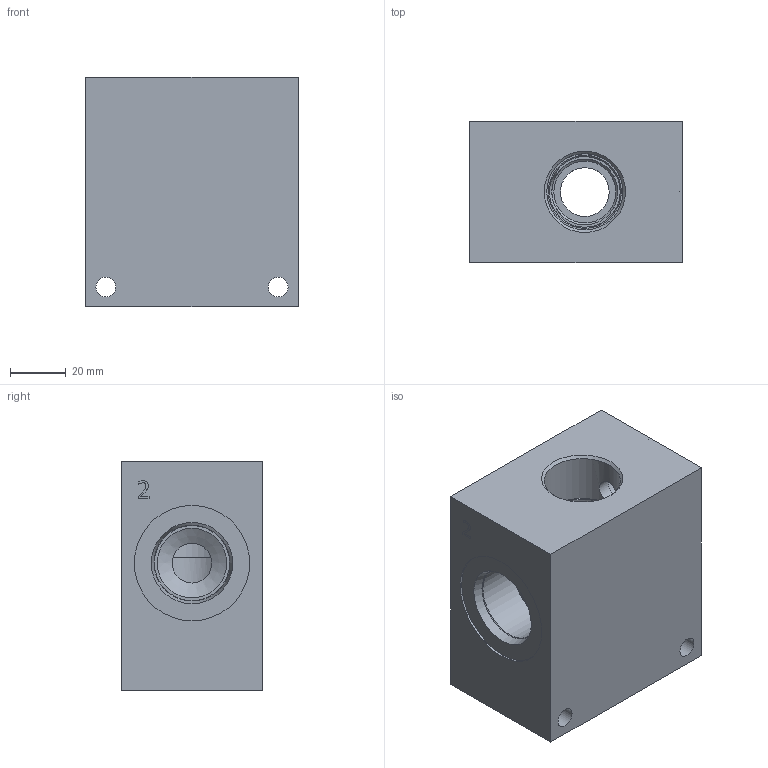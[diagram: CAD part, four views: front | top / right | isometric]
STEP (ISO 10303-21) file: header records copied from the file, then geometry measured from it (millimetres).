
FILE_DESCRIPTION(/* description */ (''),/* implementation_level */ '2;1');
FILE_NAME(/* name */ '_T2ACB12S.stp',/* time_stamp */ '2021-05-21T15:24:47-04:00',/* author */ ('anthonyv'),/* organization */ (''),/* preprocessor_version */ 'ST-DEVELOPER v18.1',/* originating_system */ 'Autodesk Inventor 2021',/* authorisation */ '');
FILE_SCHEMA (('AUTOMOTIVE_DESIGN { 1 0 10303 214 3 1 1 }'));
Length unit declared in the file: millimetre
Products named in the file (1): Part_DT2ACB12S.C13798R0_3D
Bounding box: 76.2 x 50.8 x 82.55 mm (x, y, z)
Volume: 254052.3 mm3; surface area: 39238.8 mm2
Topology: 1 solids, 1 shells, 110 faces, 308 edges, 210 vertices
Faces by surface type: plane 42, bspline 31, cylinder 24, cone 13
Full cylindrical faces by diameter (mm): 7.137 x2, 8.738 x1, 12.9 x1, 14.275 x2, 14.529 x1, 17.475 x1, 22.225 x1, 23.012 x1, 23.698 x1, 24.917 x2, 25.019 x1, 25.4 x1, 26.187 x1, 26.99 x2, 27.381 x1, 27.432 x2, 29.21 x1, 41.453 x2
Entity records: 3941 total; most frequent: CARTESIAN_POINT 1107, ORIENTED_EDGE 616, DIRECTION 486, EDGE_CURVE 308, VERTEX_POINT 210, AXIS2_PLACEMENT_3D 166, LINE 154, VECTOR 154
